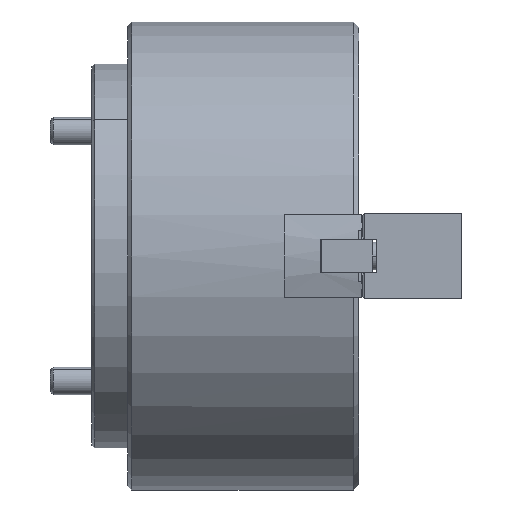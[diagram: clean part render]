
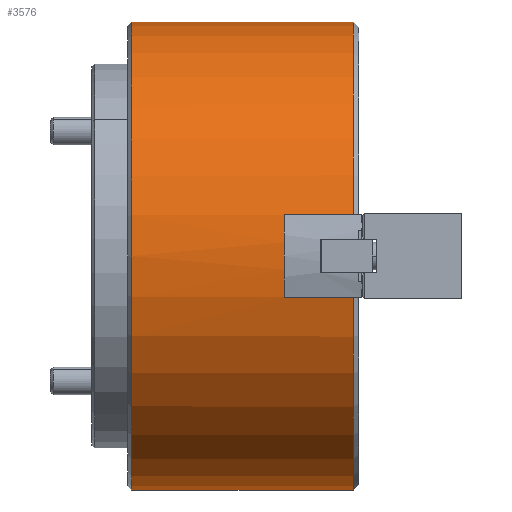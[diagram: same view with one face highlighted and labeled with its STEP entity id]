
A CAD part, front view. The second image highlights one B-rep face of the part: STEP entity #3576.
In plain terms, the highlighted cylindrical face has radius 85 mm (diameter 170 mm), a partial arc.
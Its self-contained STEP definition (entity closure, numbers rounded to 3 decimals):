
#907 = CIRCLE ( 'NONE', #20606, 85. ) ;
#1098 = CARTESIAN_POINT ( 'NONE',  ( -27., -83.666, -15. ) ) ;
#1102 = CARTESIAN_POINT ( 'NONE',  ( -2., -83.666, 15. ) ) ;
#1378 = VERTEX_POINT ( 'NONE', #1098 ) ;
#1953 = VECTOR ( 'NONE', #21262, 1000. ) ;
#2790 = CARTESIAN_POINT ( 'NONE',  ( -82.5, 0., 0. ) ) ;
#2919 = ORIENTED_EDGE ( 'NONE', *, *, #23362, .T. ) ;
#2949 = CARTESIAN_POINT ( 'NONE',  ( 0., -83.666, 15. ) ) ;
#2965 = LINE ( 'NONE', #29382, #23618 ) ;
#3576 = ADVANCED_FACE ( 'NONE', ( #26914 ), #5398, .T. ) ;
#4198 = ORIENTED_EDGE ( 'NONE', *, *, #15228, .T. ) ;
#4648 = EDGE_LOOP ( 'NONE', ( #18895, #4198, #25131, #30400, #14332, #2919, #14543, #22159 ) ) ;
#5094 = CARTESIAN_POINT ( 'NONE',  ( 0., 0., -85. ) ) ;
#5398 = CYLINDRICAL_SURFACE ( 'NONE', #21519, 85. ) ;
#5451 = DIRECTION ( 'NONE',  ( 0., 0., 1. ) ) ;
#5469 = VERTEX_POINT ( 'NONE', #33297 ) ;
#5522 = DIRECTION ( 'NONE',  ( 1., 0., 0. ) ) ;
#5965 = VECTOR ( 'NONE', #5522, 1000. ) ;
#6397 = DIRECTION ( 'NONE',  ( -1., 0., 0. ) ) ;
#6544 = LINE ( 'NONE', #29567, #20927 ) ;
#7028 = DIRECTION ( 'NONE',  ( -1., 0., 0. ) ) ;
#7084 = DIRECTION ( 'NONE',  ( 0., 0., -1. ) ) ;
#7610 = EDGE_CURVE ( 'NONE', #10445, #18726, #34572, .T. ) ;
#7763 = EDGE_CURVE ( 'NONE', #18726, #12985, #907, .T. ) ;
#7988 = VERTEX_POINT ( 'NONE', #34238 ) ;
#9003 = CIRCLE ( 'NONE', #9402, 85. ) ;
#9402 = AXIS2_PLACEMENT_3D ( 'NONE', #23182, #7028, #25881 ) ;
#9805 = CARTESIAN_POINT ( 'NONE',  ( 0., 0., 0. ) ) ;
#10389 = DIRECTION ( 'NONE',  ( -1., 0., 0. ) ) ;
#10445 = VERTEX_POINT ( 'NONE', #15086 ) ;
#10738 = CARTESIAN_POINT ( 'NONE',  ( -2., -83.666, -15. ) ) ;
#12985 = VERTEX_POINT ( 'NONE', #15547 ) ;
#13598 = EDGE_CURVE ( 'NONE', #16983, #15865, #31721, .T. ) ;
#14332 = ORIENTED_EDGE ( 'NONE', *, *, #30487, .T. ) ;
#14543 = ORIENTED_EDGE ( 'NONE', *, *, #7610, .T. ) ;
#15086 = CARTESIAN_POINT ( 'NONE',  ( -27., -83.666, 15. ) ) ;
#15227 = CIRCLE ( 'NONE', #22747, 85. ) ;
#15228 = EDGE_CURVE ( 'NONE', #7988, #5469, #15227, .T. ) ;
#15547 = CARTESIAN_POINT ( 'NONE',  ( -2., 0., 85. ) ) ;
#15865 = VERTEX_POINT ( 'NONE', #10738 ) ;
#16211 = DIRECTION ( 'NONE',  ( 1., 0., 0. ) ) ;
#16983 = VERTEX_POINT ( 'NONE', #28514 ) ;
#18726 = VERTEX_POINT ( 'NONE', #1102 ) ;
#18895 = ORIENTED_EDGE ( 'NONE', *, *, #28175, .F. ) ;
#20559 = DIRECTION ( 'NONE',  ( 1., 0., 0. ) ) ;
#20606 = AXIS2_PLACEMENT_3D ( 'NONE', #22546, #6397, #25219 ) ;
#20927 = VECTOR ( 'NONE', #16211, 1000. ) ;
#21262 = DIRECTION ( 'NONE',  ( 1., 0., 0. ) ) ;
#21519 = AXIS2_PLACEMENT_3D ( 'NONE', #9805, #20559, #7084 ) ;
#21647 = DIRECTION ( 'NONE',  ( 1., 0., 0. ) ) ;
#22159 = ORIENTED_EDGE ( 'NONE', *, *, #7763, .T. ) ;
#22546 = CARTESIAN_POINT ( 'NONE',  ( -2., 0., 0. ) ) ;
#22747 = AXIS2_PLACEMENT_3D ( 'NONE', #2790, #21647, #5451 ) ;
#23182 = CARTESIAN_POINT ( 'NONE',  ( -27., 0., 0. ) ) ;
#23362 = EDGE_CURVE ( 'NONE', #1378, #10445, #9003, .T. ) ;
#23618 = VECTOR ( 'NONE', #32095, 1000. ) ;
#25131 = ORIENTED_EDGE ( 'NONE', *, *, #28125, .T. ) ;
#25219 = DIRECTION ( 'NONE',  ( 0., 0., -1. ) ) ;
#25881 = DIRECTION ( 'NONE',  ( 0., 0., -1. ) ) ;
#26525 = CARTESIAN_POINT ( 'NONE',  ( -2., 0., 0. ) ) ;
#26914 = FACE_OUTER_BOUND ( 'NONE', #4648, .T. ) ;
#28125 = EDGE_CURVE ( 'NONE', #5469, #16983, #29721, .T. ) ;
#28175 = EDGE_CURVE ( 'NONE', #7988, #12985, #6544, .T. ) ;
#28514 = CARTESIAN_POINT ( 'NONE',  ( -2., 0., -85. ) ) ;
#29214 = DIRECTION ( 'NONE',  ( 0., 0., -1. ) ) ;
#29382 = CARTESIAN_POINT ( 'NONE',  ( 0., -83.666, -15. ) ) ;
#29567 = CARTESIAN_POINT ( 'NONE',  ( 0., 0., 85. ) ) ;
#29721 = LINE ( 'NONE', #5094, #1953 ) ;
#30400 = ORIENTED_EDGE ( 'NONE', *, *, #13598, .T. ) ;
#30487 = EDGE_CURVE ( 'NONE', #15865, #1378, #2965, .T. ) ;
#31721 = CIRCLE ( 'NONE', #32800, 85. ) ;
#32095 = DIRECTION ( 'NONE',  ( -1., 0., 0. ) ) ;
#32800 = AXIS2_PLACEMENT_3D ( 'NONE', #26525, #10389, #29214 ) ;
#33297 = CARTESIAN_POINT ( 'NONE',  ( -82.5, 0., -85. ) ) ;
#34238 = CARTESIAN_POINT ( 'NONE',  ( -82.5, 0., 85. ) ) ;
#34572 = LINE ( 'NONE', #2949, #5965 ) ;
